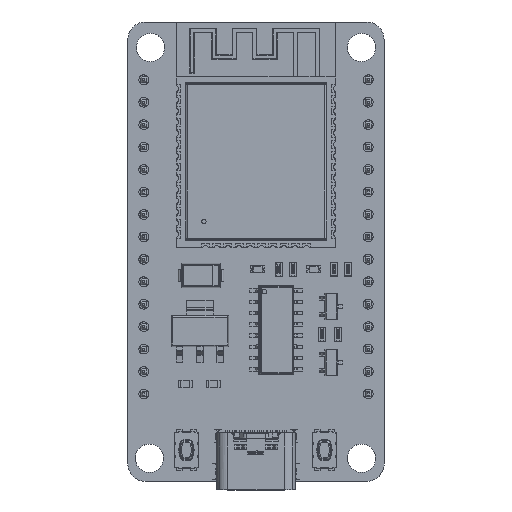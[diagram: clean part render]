
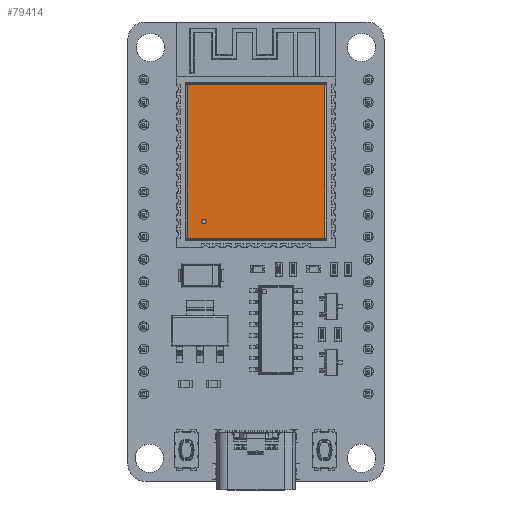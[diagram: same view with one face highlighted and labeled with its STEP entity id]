
A CAD part, top view. The second image highlights one B-rep face of the part: STEP entity #79414.
In plain terms, the highlighted free-form (B-spline) face has degree [1, 1] with [2, 2] control points.
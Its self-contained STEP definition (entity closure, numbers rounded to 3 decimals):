
#78996 = VERTEX_POINT('',#78997);
#78997 = CARTESIAN_POINT('',(8.444,35.249,
    4.276));
#79002 = EDGE_CURVE('',#79003,#78996,#79005,.T.);
#79003 = VERTEX_POINT('',#79004);
#79004 = CARTESIAN_POINT('',(7.786,35.249,
    4.276));
#79005 = ( BOUNDED_CURVE() B_SPLINE_CURVE(2,(#79006,#79007,#79008,#79009
,#79010),.UNSPECIFIED.,.F.,.F.) B_SPLINE_CURVE_WITH_KNOTS((3,2,3),(
    3.142,4.712,6.283),
.PIECEWISE_BEZIER_KNOTS.) CURVE() GEOMETRIC_REPRESENTATION_ITEM() 
RATIONAL_B_SPLINE_CURVE((1.,0.707,1.,0.707,1.)) 
REPRESENTATION_ITEM('') );
#79006 = CARTESIAN_POINT('',(7.786,35.249,
    4.276));
#79007 = CARTESIAN_POINT('',(7.786,34.92,
    4.276));
#79008 = CARTESIAN_POINT('',(8.115,34.92,
    4.276));
#79009 = CARTESIAN_POINT('',(8.444,34.92,
    4.276));
#79010 = CARTESIAN_POINT('',(8.444,35.249,
    4.276));
#79082 = VERTEX_POINT('',#79083);
#79083 = CARTESIAN_POINT('',(5.615,32.749,
    4.276));
#79112 = VERTEX_POINT('',#79113);
#79113 = CARTESIAN_POINT('',(26.14,32.749,
    4.276));
#79119 = EDGE_CURVE('',#79082,#79112,#79120,.T.);
#79120 = B_SPLINE_CURVE_WITH_KNOTS('',1,(#79121,#79122),.UNSPECIFIED.,
  .F.,.F.,(2,2),(-15.7,-0.1),.PIECEWISE_BEZIER_KNOTS.);
#79121 = CARTESIAN_POINT('',(5.615,32.749,
    4.276));
#79122 = CARTESIAN_POINT('',(26.14,32.749,
    4.276));
#79141 = VERTEX_POINT('',#79142);
#79142 = CARTESIAN_POINT('',(5.615,55.643,
    4.276));
#79156 = EDGE_CURVE('',#79141,#79082,#79157,.T.);
#79157 = B_SPLINE_CURVE_WITH_KNOTS('',1,(#79158,#79159),.UNSPECIFIED.,
  .F.,.F.,(2,2),(-17.5,-0.1),.PIECEWISE_BEZIER_KNOTS.);
#79158 = CARTESIAN_POINT('',(5.615,55.643,
    4.276));
#79159 = CARTESIAN_POINT('',(5.615,32.749,
    4.276));
#79261 = VERTEX_POINT('',#79262);
#79262 = CARTESIAN_POINT('',(26.14,55.643,
    4.276));
#79268 = EDGE_CURVE('',#79112,#79261,#79269,.T.);
#79269 = B_SPLINE_CURVE_WITH_KNOTS('',1,(#79270,#79271),.UNSPECIFIED.,
  .F.,.F.,(2,2),(-17.5,-0.1),.PIECEWISE_BEZIER_KNOTS.);
#79270 = CARTESIAN_POINT('',(26.14,32.749,
    4.276));
#79271 = CARTESIAN_POINT('',(26.14,55.643,
    4.276));
#79303 = EDGE_CURVE('',#79261,#79141,#79304,.T.);
#79304 = B_SPLINE_CURVE_WITH_KNOTS('',1,(#79305,#79306),.UNSPECIFIED.,
  .F.,.F.,(2,2),(-15.7,-0.1),.PIECEWISE_BEZIER_KNOTS.);
#79305 = CARTESIAN_POINT('',(26.14,55.643,
    4.276));
#79306 = CARTESIAN_POINT('',(5.615,55.643,
    4.276));
#79414 = ADVANCED_FACE('',(#79415,#79426),#79432,.T.);
#79415 = FACE_BOUND('',#79416,.T.);
#79416 = EDGE_LOOP('',(#79417,#79425));
#79417 = ORIENTED_EDGE('',*,*,#79418,.F.);
#79418 = EDGE_CURVE('',#78996,#79003,#79419,.T.);
#79419 = ( BOUNDED_CURVE() B_SPLINE_CURVE(2,(#79420,#79421,#79422,#79423
,#79424),.UNSPECIFIED.,.F.,.F.) B_SPLINE_CURVE_WITH_KNOTS((3,2,3),(0.,
1.571,3.142),.PIECEWISE_BEZIER_KNOTS.) CURVE() 
GEOMETRIC_REPRESENTATION_ITEM() RATIONAL_B_SPLINE_CURVE((1.,
0.707,1.,0.707,1.)) REPRESENTATION_ITEM('') );
#79420 = CARTESIAN_POINT('',(8.444,35.249,
    4.276));
#79421 = CARTESIAN_POINT('',(8.444,35.578,
    4.276));
#79422 = CARTESIAN_POINT('',(8.115,35.578,
    4.276));
#79423 = CARTESIAN_POINT('',(7.786,35.578,
    4.276));
#79424 = CARTESIAN_POINT('',(7.786,35.249,
    4.276));
#79425 = ORIENTED_EDGE('',*,*,#79002,.F.);
#79426 = FACE_BOUND('',#79427,.T.);
#79427 = EDGE_LOOP('',(#79428,#79429,#79430,#79431));
#79428 = ORIENTED_EDGE('',*,*,#79119,.T.);
#79429 = ORIENTED_EDGE('',*,*,#79268,.T.);
#79430 = ORIENTED_EDGE('',*,*,#79303,.T.);
#79431 = ORIENTED_EDGE('',*,*,#79156,.T.);
#79432 = B_SPLINE_SURFACE_WITH_KNOTS('',1,1,(
    (#79433,#79434)
    ,(#79435,#79436
    )),.UNSPECIFIED.,.F.,.F.,.F.,(2,2),(2,2),(-7.8,7.8),(-11.695,5.705),
  .PIECEWISE_BEZIER_KNOTS.);
#79433 = CARTESIAN_POINT('',(5.615,32.749,
    4.276));
#79434 = CARTESIAN_POINT('',(5.615,55.643,
    4.276));
#79435 = CARTESIAN_POINT('',(26.14,32.749,
    4.276));
#79436 = CARTESIAN_POINT('',(26.14,55.643,
    4.276));
